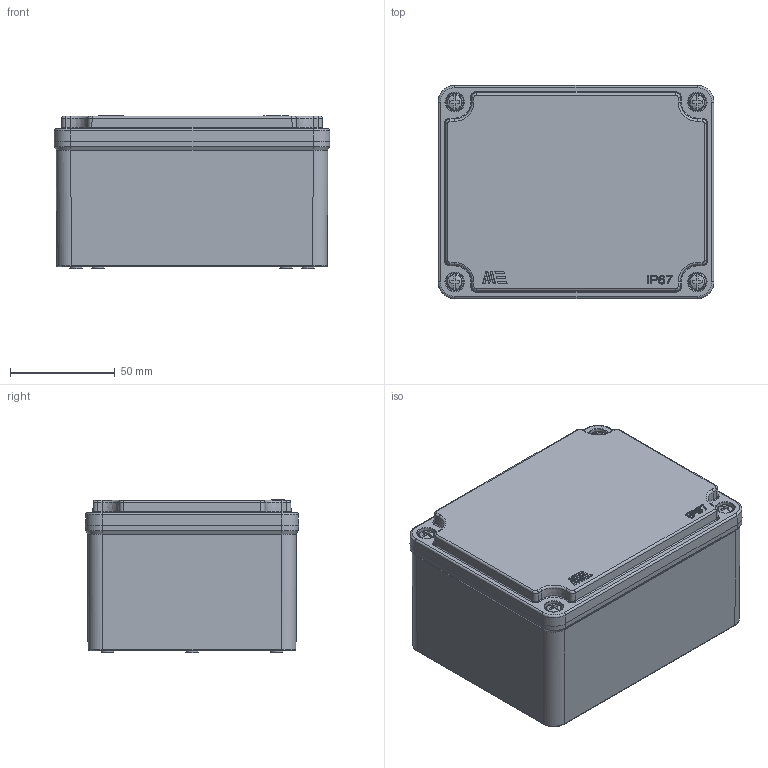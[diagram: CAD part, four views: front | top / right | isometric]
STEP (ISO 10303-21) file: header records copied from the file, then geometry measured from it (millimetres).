
FILE_DESCRIPTION(/* description */ (''),/* implementation_level */ '2;1');
FILE_NAME(/* name */ '402508-DETAYSZ.stp',/* time_stamp */ '2017-01-31T17:09:12+02:00',/* author */ (''),/* organization */ (''),/* preprocessor_version */ 'ST-DEVELOPER v14',/* originating_system */ 'SIEMENS PLM Software NX 8.0',/* authorisation */ '');
FILE_SCHEMA (('AP203_CONFIGURATION_CONTROLLED_3D_DESIGN_OF_MECHANICAL_PARTS_AND_ASSEMBLIES_MIM_LF { 1 0 10303 403 2 1 2}'));
Length unit declared in the file: millimetre
Products named in the file (1): mtas17043A55mtlp
Bounding box: 132 x 102 x 73.5 mm (x, y, z)
Volume: 207515.3 mm3; surface area: 114837.1 mm2
Topology: 7 solids, 7 shells, 514 faces, 1213 edges, 752 vertices
Faces by surface type: plane 211, cylinder 147, bspline 68, torus 34, cone 30, extrusion 24
Full cylindrical faces by diameter (mm): 3.2 x2, 3.432 x4, 3.8 x1, 3.838 x1, 4 x5, 5.5 x4, 6 x6, 8 x1, 9 x1
Entity records: 16828 total; most frequent: CARTESIAN_POINT 5705, ORIENTED_EDGE 2270, DIRECTION 2143, EDGE_CURVE 1135, AXIS2_PLACEMENT_3D 783, VERTEX_POINT 729, EDGE_LOOP 616, VECTOR 577
